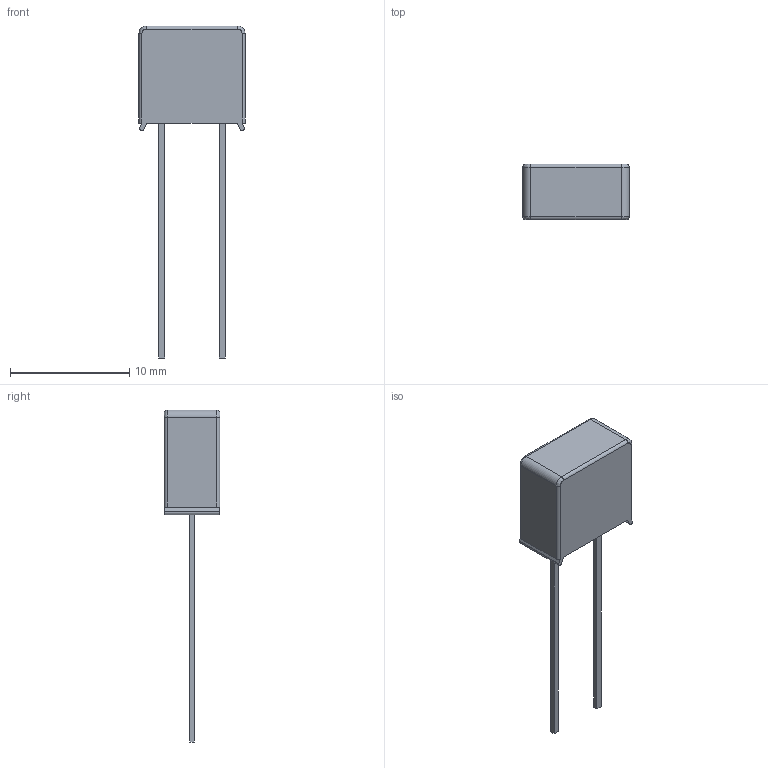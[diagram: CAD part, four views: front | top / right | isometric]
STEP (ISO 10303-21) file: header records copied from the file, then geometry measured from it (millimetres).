
FILE_DESCRIPTION(('FreeCAD Model'),'2;1');
FILE_NAME('F_Bussmann_PC_Tron.step', '2017-02-27T12:39:22',('kicad StepUp'),('ksu MCAD'), 'Open CASCADE STEP processor 6.8','FreeCAD','Unknown');
FILE_SCHEMA(('AUTOMOTIVE_DESIGN_CC2 { 1 2 10303 214 -1 1 5 4 }'));
Length unit declared in the file: millimetre
Products named in the file (1): F_Bussmann_PC_Tron
Bounding box: 8.89 x 4.67 x 27.81 mm (x, y, z)
Surface area: 382.2 mm2 (no closed solid volume)
Topology: 0 solids, 38 shells, 38 faces, 222 edges, 220 vertices
Faces by surface type: bspline 26, revolution 12
Entity records: 2624 total; most frequent: CARTESIAN_POINT 729, DIRECTION 230, ORIENTED_EDGE 220, EDGE_CURVE 220, VERTEX_POINT 220, LINE 136, VECTOR 136, B_SPLINE_CURVE_WITH_KNOTS 56
